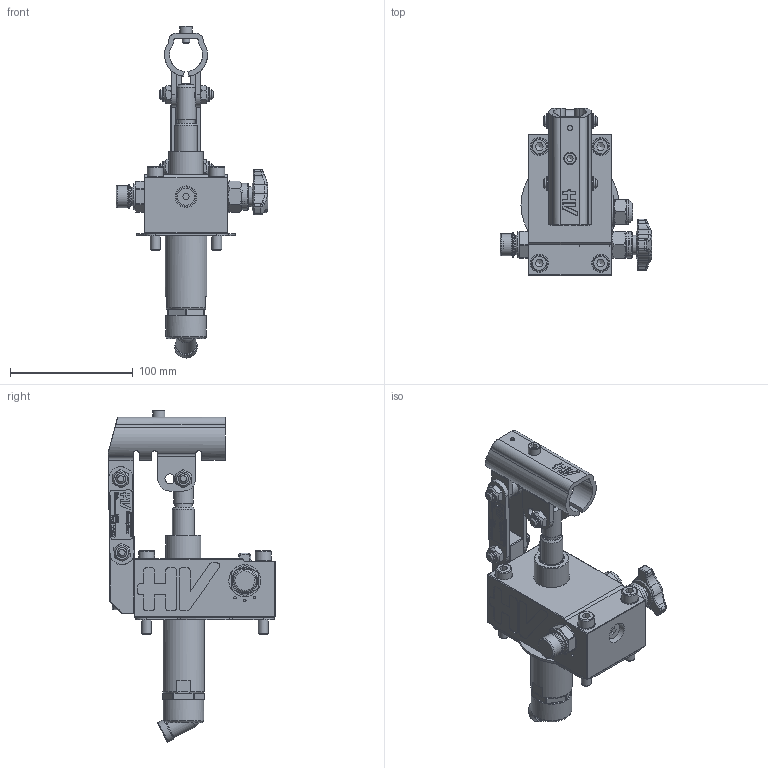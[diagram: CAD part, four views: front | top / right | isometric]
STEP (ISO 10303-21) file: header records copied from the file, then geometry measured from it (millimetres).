
FILE_DESCRIPTION((''),'2;1');
FILE_NAME('6051.7000.00.00_D3_BLOCCATO.stp','2017-02-22T11:53:55',('christian.scardovi'),(''),'Autodesk Inventor 2013','Autodesk Inventor 2013','');
FILE_SCHEMA(('AUTOMOTIVE_DESIGN { 1 0 10303 214 1 1 1 1 }'));
Length unit declared in the file: millimetre
Products named in the file (1): 6051.7000.00.00_D3_BLOCCATO
Bounding box: 123.72 x 136 x 270.34 mm (x, y, z)
Volume: 321203.3 mm3; surface area: 285857.7 mm2
Topology: 20 solids, 46 shells, 3122 faces, 7717 edges, 4914 vertices
Faces by surface type: plane 1654, cylinder 672, bspline 334, cone 276, torus 168, sphere 18
Full cylindrical faces by diameter (mm): 2 x12, 4 x4, 6 x2, 6.917 x2, 7 x2, 8 x60, 8.5 x4, 8.6 x12, 9 x2, 10 x6, 10.5 x2, 11.05 x12, 12 x10, 13 x12, 14 x8, 14.5 x12, 14.95 x2, 16 x14, 16.6 x6, 17 x4, 17.5 x2, 18 x10, 20 x6, 20.6 x4, 21 x6, 21.8 x4, 26 x6, 27 x2, 28.5 x2, 28.976 x2
Entity records: 93717 total; most frequent: CARTESIAN_POINT 22587, ORIENTED_EDGE 14184, DIRECTION 13399, EDGE_CURVE 7092, VERTEX_POINT 4732, AXIS2_PLACEMENT_3D 4715, VECTOR 3969, LINE 3969
